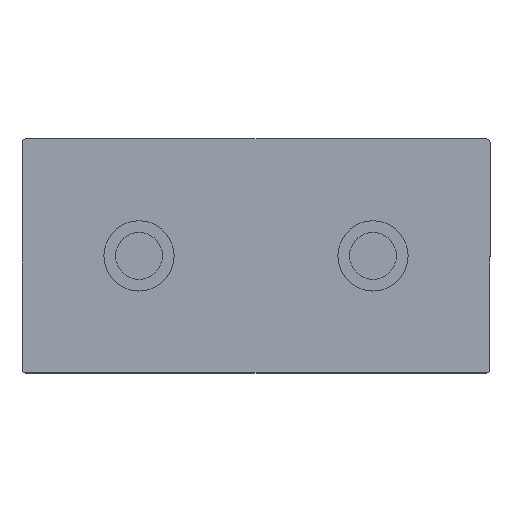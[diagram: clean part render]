
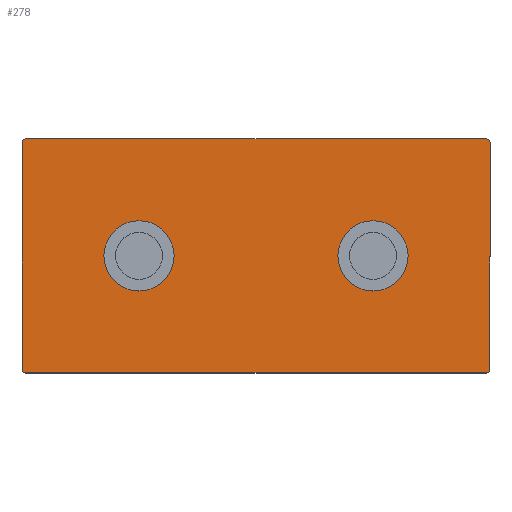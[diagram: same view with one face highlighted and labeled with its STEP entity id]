
A CAD part, top view. The second image highlights one B-rep face of the part: STEP entity #278.
In plain terms, the highlighted planar face has unit normal (0, 0, 1).
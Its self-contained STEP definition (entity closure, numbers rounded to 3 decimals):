
#9 = CARTESIAN_POINT ( 'NONE',  ( 19.7, 10., 3. ) ) ;
#13 = CARTESIAN_POINT ( 'NONE',  ( 20., 9.7, 3. ) ) ;
#15 = CARTESIAN_POINT ( 'NONE',  ( 7., 0., 3. ) ) ;
#19 = CARTESIAN_POINT ( 'NONE',  ( -20., -9.7, 3. ) ) ;
#21 = CARTESIAN_POINT ( 'NONE',  ( -19.7, 10., 3. ) ) ;
#23 = CARTESIAN_POINT ( 'NONE',  ( -13., 0., 3. ) ) ;
#36 = CARTESIAN_POINT ( 'NONE',  ( -19.7, -10., 3. ) ) ;
#37 = CARTESIAN_POINT ( 'NONE',  ( 19.7, -10., 3. ) ) ;
#38 = CARTESIAN_POINT ( 'NONE',  ( -20., 9.7, 3. ) ) ;
#42 = CARTESIAN_POINT ( 'NONE',  ( -7., 0., 3. ) ) ;
#44 = CARTESIAN_POINT ( 'NONE',  ( 13., 0., 3. ) ) ;
#49 = CARTESIAN_POINT ( 'NONE',  ( 20., -9.7, 3. ) ) ;
#57 = EDGE_CURVE ( 'NONE', #102, #131, #323, .T. ) ;
#62 = EDGE_CURVE ( 'NONE', #132, #96, #327, .T. ) ;
#66 = AXIS2_PLACEMENT_3D ( 'NONE', #647, #652, #631 ) ;
#68 = EDGE_CURVE ( 'NONE', #104, #98, #329, .T. ) ;
#75 = EDGE_CURVE ( 'NONE', #105, #104, #340, .T. ) ;
#76 = EDGE_CURVE ( 'NONE', #92, #108, #342, .T. ) ;
#81 = EDGE_CURVE ( 'NONE', #131, #102, #350, .T. ) ;
#84 = EDGE_CURVE ( 'NONE', #108, #126, #352, .T. ) ;
#88 = EDGE_CURVE ( 'NONE', #98, #112, #744, .T. ) ;
#92 = VERTEX_POINT ( 'NONE', #21 ) ;
#96 = VERTEX_POINT ( 'NONE', #44 ) ;
#98 = VERTEX_POINT ( 'NONE', #13 ) ;
#102 = VERTEX_POINT ( 'NONE', #42 ) ;
#103 = VERTEX_POINT ( 'NONE', #36 ) ;
#104 = VERTEX_POINT ( 'NONE', #49 ) ;
#105 = VERTEX_POINT ( 'NONE', #37 ) ;
#108 = VERTEX_POINT ( 'NONE', #38 ) ;
#112 = VERTEX_POINT ( 'NONE', #9 ) ;
#126 = VERTEX_POINT ( 'NONE', #19 ) ;
#131 = VERTEX_POINT ( 'NONE', #23 ) ;
#132 = VERTEX_POINT ( 'NONE', #15 ) ;
#157 = EDGE_LOOP ( 'NONE', ( #367, #383, #384, #385, #386, #387, #388, #389 ) ) ;
#177 = DIRECTION ( 'NONE',  ( 0., 0., 1. ) ) ;
#179 = DIRECTION ( 'NONE',  ( 0., 0., 1. ) ) ;
#180 = CARTESIAN_POINT ( 'NONE',  ( -20., 10., 3. ) ) ;
#183 = DIRECTION ( 'NONE',  ( 1., 0., 0. ) ) ;
#194 = DIRECTION ( 'NONE',  ( 0., -1., 0. ) ) ;
#201 = DIRECTION ( 'NONE',  ( 1., 0., 0. ) ) ;
#204 = CARTESIAN_POINT ( 'NONE',  ( 19.7, 9.7, 3. ) ) ;
#205 = CARTESIAN_POINT ( 'NONE',  ( -10., 0., 3. ) ) ;
#217 = LINE ( 'NONE', #546, #219 ) ;
#218 = CIRCLE ( 'NONE', #713, 0.3 ) ;
#219 = VECTOR ( 'NONE', #547, 1000. ) ;
#235 = LINE ( 'NONE', #573, #236 ) ;
#236 = VECTOR ( 'NONE', #574, 1000. ) ;
#278 = ADVANCED_FACE ( 'NONE', ( #783, #784, #785 ), #480, .T. ) ;
#323 = CIRCLE ( 'NONE', #66, 3. ) ;
#327 = CIRCLE ( 'NONE', #709, 3. ) ;
#329 = LINE ( 'NONE', #641, #331 ) ;
#331 = VECTOR ( 'NONE', #621, 1000. ) ;
#340 = CIRCLE ( 'NONE', #694, 0.3 ) ;
#342 = CIRCLE ( 'NONE', #706, 0.3 ) ;
#350 = CIRCLE ( 'NONE', #701, 3. ) ;
#352 = LINE ( 'NONE', #180, #354 ) ;
#354 = VECTOR ( 'NONE', #194, 1000. ) ;
#367 = ORIENTED_EDGE ( 'NONE', *, *, #68, .T. ) ;
#383 = ORIENTED_EDGE ( 'NONE', *, *, #88, .T. ) ;
#384 = ORIENTED_EDGE ( 'NONE', *, *, #846, .T. ) ;
#385 = ORIENTED_EDGE ( 'NONE', *, *, #76, .T. ) ;
#386 = ORIENTED_EDGE ( 'NONE', *, *, #84, .T. ) ;
#387 = ORIENTED_EDGE ( 'NONE', *, *, #845, .T. ) ;
#388 = ORIENTED_EDGE ( 'NONE', *, *, #857, .T. ) ;
#389 = ORIENTED_EDGE ( 'NONE', *, *, #75, .T. ) ;
#390 = ORIENTED_EDGE ( 'NONE', *, *, #81, .F. ) ;
#391 = ORIENTED_EDGE ( 'NONE', *, *, #57, .F. ) ;
#392 = ORIENTED_EDGE ( 'NONE', *, *, #62, .F. ) ;
#393 = ORIENTED_EDGE ( 'NONE', *, *, #835, .F. ) ;
#447 = EDGE_LOOP ( 'NONE', ( #390, #391 ) ) ;
#480 = PLANE ( 'NONE',  #682 ) ;
#481 = CARTESIAN_POINT ( 'NONE',  ( -20., -10., 3. ) ) ;
#482 = DIRECTION ( 'NONE',  ( 0., 0., 1. ) ) ;
#483 = DIRECTION ( 'NONE',  ( 1., 0., 0. ) ) ;
#519 = CARTESIAN_POINT ( 'NONE',  ( 10., 0., 3. ) ) ;
#520 = DIRECTION ( 'NONE',  ( 0., 0., 1. ) ) ;
#521 = DIRECTION ( 'NONE',  ( 1., 0., 0. ) ) ;
#543 = CARTESIAN_POINT ( 'NONE',  ( -19.7, -9.7, 3. ) ) ;
#544 = DIRECTION ( 'NONE',  ( 0., 0., 1. ) ) ;
#545 = DIRECTION ( 'NONE',  ( 1., 0., 0. ) ) ;
#546 = CARTESIAN_POINT ( 'NONE',  ( -20., 10., 3. ) ) ;
#547 = DIRECTION ( 'NONE',  ( -1., 0., 0. ) ) ;
#573 = CARTESIAN_POINT ( 'NONE',  ( -20., -10., 3. ) ) ;
#574 = DIRECTION ( 'NONE',  ( 1., 0., 0. ) ) ;
#611 = EDGE_LOOP ( 'NONE', ( #392, #393 ) ) ;
#613 = DIRECTION ( 'NONE',  ( 0., 0., 1. ) ) ;
#618 = DIRECTION ( 'NONE',  ( 1., 0., 0. ) ) ;
#621 = DIRECTION ( 'NONE',  ( 0., 1., 0. ) ) ;
#631 = DIRECTION ( 'NONE',  ( 1., 0., 0. ) ) ;
#634 = CARTESIAN_POINT ( 'NONE',  ( -19.7, 9.7, 3. ) ) ;
#638 = CARTESIAN_POINT ( 'NONE',  ( 19.7, -9.7, 3. ) ) ;
#640 = DIRECTION ( 'NONE',  ( 0., 0., 1. ) ) ;
#641 = CARTESIAN_POINT ( 'NONE',  ( 20., 10., 3. ) ) ;
#642 = DIRECTION ( 'NONE',  ( 1., 0., 0. ) ) ;
#645 = CARTESIAN_POINT ( 'NONE',  ( 10., 0., 3. ) ) ;
#647 = CARTESIAN_POINT ( 'NONE',  ( -10., 0., 3. ) ) ;
#648 = DIRECTION ( 'NONE',  ( 1., 0., 0. ) ) ;
#652 = DIRECTION ( 'NONE',  ( 0., 0., 1. ) ) ;
#653 = DIRECTION ( 'NONE',  ( 0., 0., 1. ) ) ;
#682 = AXIS2_PLACEMENT_3D ( 'NONE', #481, #482, #483 ) ;
#694 = AXIS2_PLACEMENT_3D ( 'NONE', #638, #613, #618 ) ;
#701 = AXIS2_PLACEMENT_3D ( 'NONE', #205, #179, #183 ) ;
#706 = AXIS2_PLACEMENT_3D ( 'NONE', #634, #640, #648 ) ;
#709 = AXIS2_PLACEMENT_3D ( 'NONE', #645, #653, #642 ) ;
#713 = AXIS2_PLACEMENT_3D ( 'NONE', #543, #544, #545 ) ;
#716 = AXIS2_PLACEMENT_3D ( 'NONE', #519, #520, #521 ) ;
#732 = AXIS2_PLACEMENT_3D ( 'NONE', #204, #177, #201 ) ;
#744 = CIRCLE ( 'NONE', #732, 0.3 ) ;
#783 = FACE_OUTER_BOUND ( 'NONE', #157, .T. ) ;
#784 = FACE_BOUND ( 'NONE', #447, .T. ) ;
#785 = FACE_BOUND ( 'NONE', #611, .T. ) ;
#802 = CIRCLE ( 'NONE', #716, 3. ) ;
#835 = EDGE_CURVE ( 'NONE', #96, #132, #802, .T. ) ;
#845 = EDGE_CURVE ( 'NONE', #126, #103, #218, .T. ) ;
#846 = EDGE_CURVE ( 'NONE', #112, #92, #217, .T. ) ;
#857 = EDGE_CURVE ( 'NONE', #103, #105, #235, .T. ) ;
